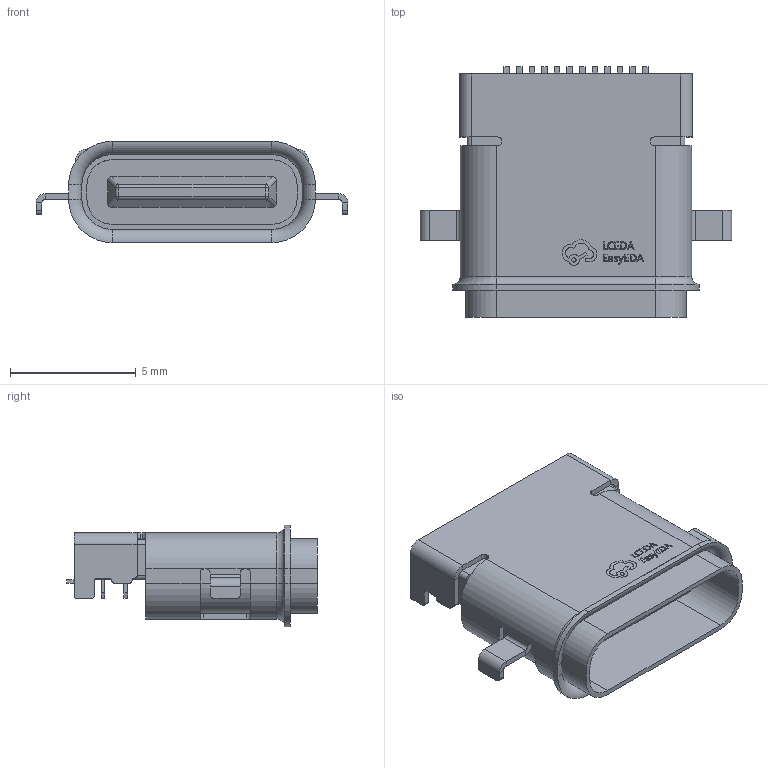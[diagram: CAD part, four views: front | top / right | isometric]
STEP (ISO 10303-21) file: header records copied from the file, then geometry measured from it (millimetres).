
FILE_DESCRIPTION (( 'STEP AP214' ), '1' );
FILE_NAME ('USB-3.1-SMD_24P-L9.8-W9.7-H4.0-LS12.2.step', '2022-07-15T08:01:51', ( '' ), ( '' ), 'SwSTEP 2.0', 'SolidWorks 2020', '' );
FILE_SCHEMA (( 'AUTOMOTIVE_DESIGN' ));
Length unit declared in the file: millimetre
Products named in the file (1): USB-3.1-SMD_24P-L9.8-W9.7-H4.0-LS12.2
Bounding box: 12.38 x 9.94 x 4.02 mm (x, y, z)
Volume: 161.1 mm3; surface area: 826.8 mm2
Topology: 3 solids, 3 shells, 788 faces, 2067 edges, 1314 vertices
Faces by surface type: plane 552, cylinder 112, bspline 112, torus 8, sphere 4
Entity records: 33092 total; most frequent: CARTESIAN_POINT 6306, ORIENTED_EDGE 4126, DIRECTION 3393, EDGE_CURVE 2063, VECTOR 1607, LINE 1607, VERTEX_POINT 1314, AXIS2_PLACEMENT_3D 893
